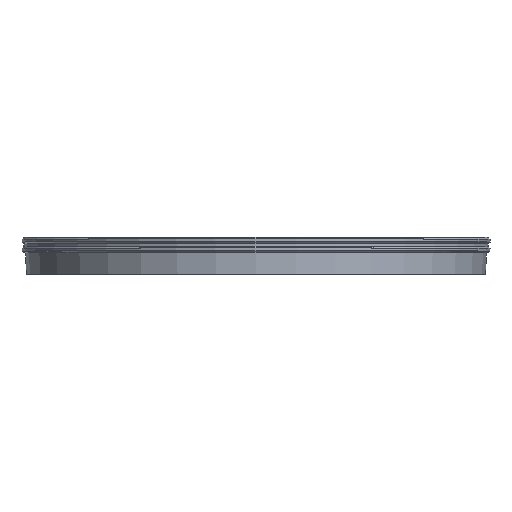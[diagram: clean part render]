
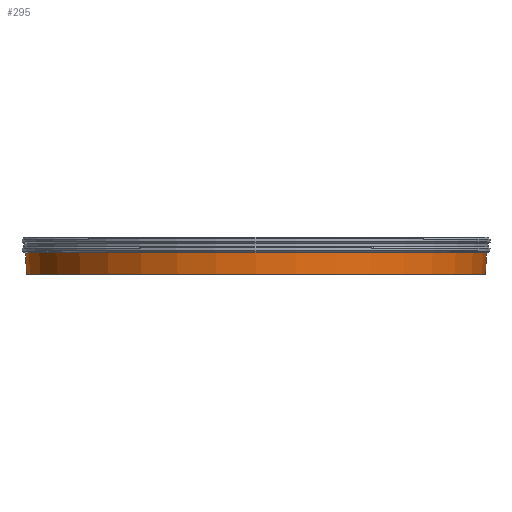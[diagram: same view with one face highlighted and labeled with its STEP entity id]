
A CAD part, top view. The second image highlights one B-rep face of the part: STEP entity #295.
In plain terms, the highlighted conical face has half-angle 3 degrees and reference radius 553.363 mm.
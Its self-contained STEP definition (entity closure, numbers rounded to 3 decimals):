
#35=CONICAL_SURFACE('',#348,553.363,0.052);
#54=FACE_OUTER_BOUND('',#77,.T.);
#77=EDGE_LOOP('',(#261,#262,#263,#264));
#98=LINE('',#530,#115);
#115=VECTOR('',#445,553.363);
#134=CIRCLE('',#349,552.);
#135=CIRCLE('',#350,554.725);
#155=VERTEX_POINT('',#527);
#156=VERTEX_POINT('',#529);
#191=EDGE_CURVE('',#155,#155,#134,.T.);
#192=EDGE_CURVE('',#155,#156,#98,.T.);
#193=EDGE_CURVE('',#156,#156,#135,.T.);
#261=ORIENTED_EDGE('',*,*,#191,.F.);
#262=ORIENTED_EDGE('',*,*,#192,.T.);
#263=ORIENTED_EDGE('',*,*,#193,.T.);
#264=ORIENTED_EDGE('',*,*,#192,.F.);
#295=ADVANCED_FACE('',(#54),#35,.T.);
#348=AXIS2_PLACEMENT_3D('',#526,#441,#442);
#349=AXIS2_PLACEMENT_3D('',#528,#443,#444);
#350=AXIS2_PLACEMENT_3D('',#531,#446,#447);
#441=DIRECTION('center_axis',(0.,1.,0.));
#442=DIRECTION('ref_axis',(1.,0.,0.));
#443=DIRECTION('center_axis',(0.,-1.,0.));
#444=DIRECTION('ref_axis',(1.,0.,0.));
#445=DIRECTION('',(-0.052,0.999,0.));
#446=DIRECTION('center_axis',(0.,-1.,0.));
#447=DIRECTION('ref_axis',(1.,0.,0.));
#526=CARTESIAN_POINT('Origin',(0.,26.,0.));
#527=CARTESIAN_POINT('',(-552.,0.,0.));
#528=CARTESIAN_POINT('Origin',(0.,0.,0.));
#529=CARTESIAN_POINT('',(-554.725,52.,0.));
#530=CARTESIAN_POINT('',(-553.363,26.,0.));
#531=CARTESIAN_POINT('Origin',(0.,52.,0.));
